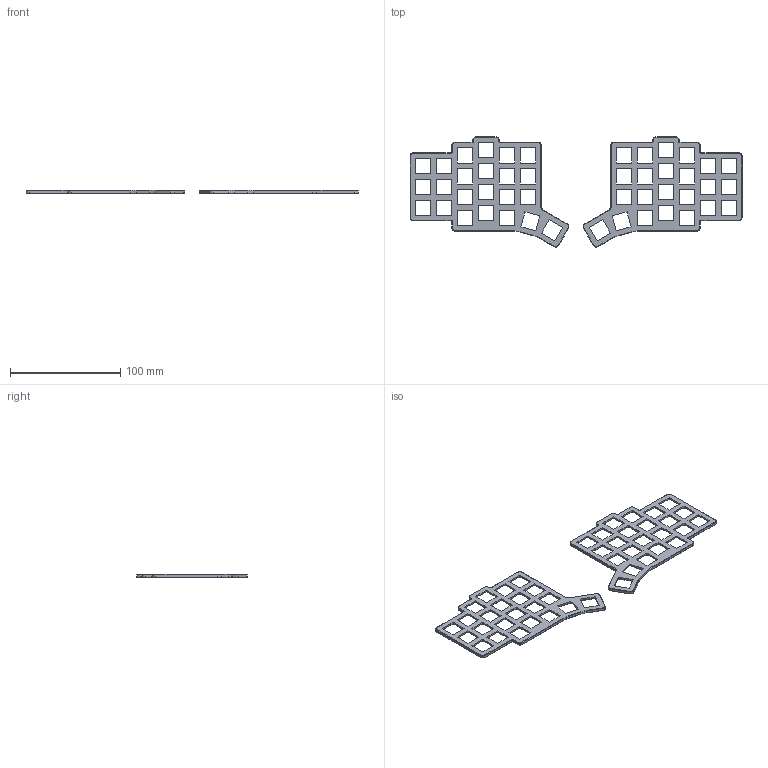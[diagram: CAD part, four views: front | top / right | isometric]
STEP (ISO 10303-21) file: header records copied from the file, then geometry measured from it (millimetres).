
FILE_DESCRIPTION(('FreeCAD Model'),'2;1');
FILE_NAME('Open CASCADE Shape Model','2025-01-13T11:58:24',(''),(''), 'Open CASCADE STEP processor 7.6','FreeCAD','Unknown');
FILE_SCHEMA(('AUTOMOTIVE_DESIGN { 1 0 10303 214 1 1 1 1 }'));
Length unit declared in the file: millimetre
Products named in the file (3): Enclosure_M; Plate-Mirrored; Plate
Assembly tree (2 placements, depth 2):
  Enclosure_M
    Plate-Mirrored
    Plate
Bounding box: 301 x 99.98 x 2.8 mm (x, y, z)
Volume: 24312.3 mm3; surface area: 30280.1 mm2
Topology: 2 solids, 2 shells, 800 faces, 2118 edges, 1368 vertices
Faces by surface type: plane 514, cylinder 218, cone 68
Entity records: 24820 total; most frequent: CARTESIAN_POINT 4289, ORIENTED_EDGE 4236, DIRECTION 4228, EDGE_CURVE 2118, LINE 1614, VECTOR 1614, VERTEX_POINT 1368, AXIS2_PLACEMENT_3D 1307
